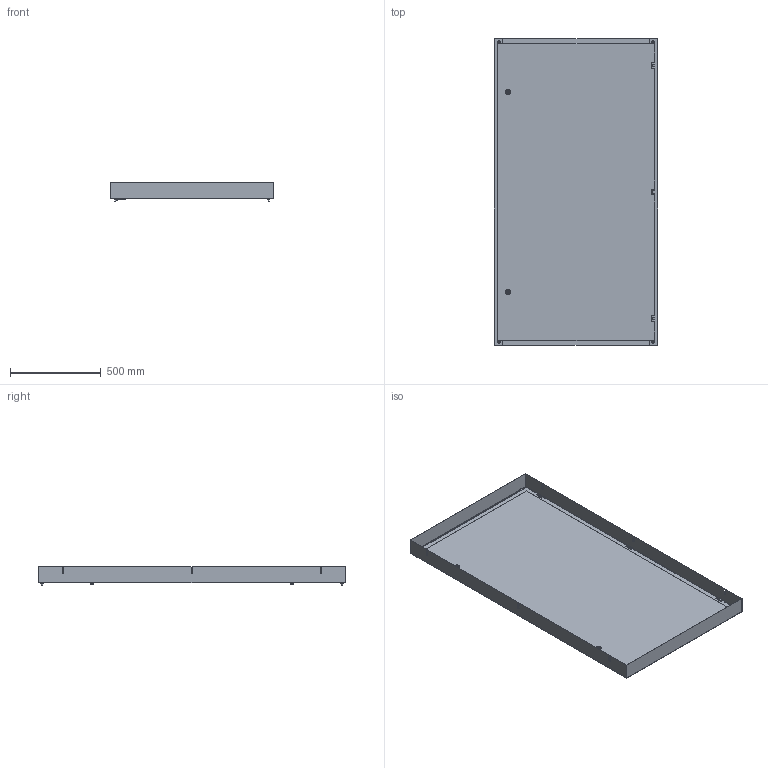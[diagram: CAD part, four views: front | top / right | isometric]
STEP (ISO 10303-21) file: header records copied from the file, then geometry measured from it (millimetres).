
FILE_DESCRIPTION (( 'STEP AP214' ), '1' );
FILE_NAME ('DBI18A.STEP', '2021-06-29T12:35:40', ( '' ), ( '' ), 'SwSTEP 2.0', 'SolidWorks 2021', '' );
FILE_SCHEMA (( 'AUTOMOTIVE_DESIGN' ));
Length unit declared in the file: inch
Products named in the file (1): DBI18A
Bounding box: 902 x 1695 x 102.5 mm (x, y, z)
Volume: 4229659.8 mm3; surface area: 4630230.5 mm2
Topology: 36 solids, 36 shells, 966 faces, 2392 edges, 1541 vertices
Faces by surface type: plane 599, cylinder 245, bspline 69, cone 53
Full cylindrical faces by diameter (mm): 3 x2, 3.5 x2, 4.1 x2, 4.917 x4, 5.2 x3, 6 x10, 6.2 x3, 6.3 x6, 7 x10, 9.9 x2, 10 x2, 10.2 x2, 12 x2, 12.8 x2, 13 x4, 14 x4, 15.2 x2, 16 x2, 16.1 x2, 19.8 x2, 22 x4, 28 x2
Entity records: 55115 total; most frequent: CARTESIAN_POINT 20155, ORIENTED_EDGE 4472, DIRECTION 4265, EDGE_CURVE 2236, VERTEX_POINT 1495, LINE 1445, VECTOR 1445, AXIS2_PLACEMENT_3D 1410
